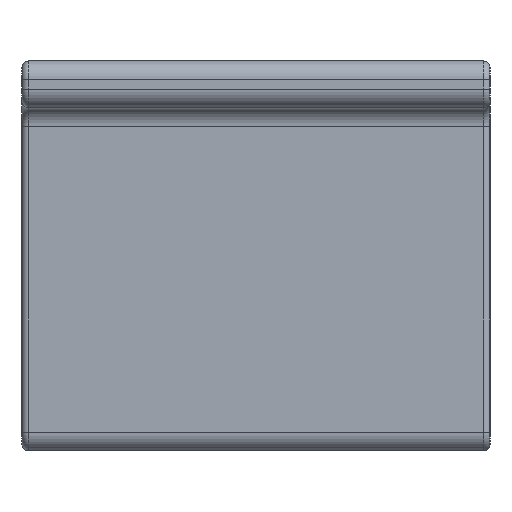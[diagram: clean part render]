
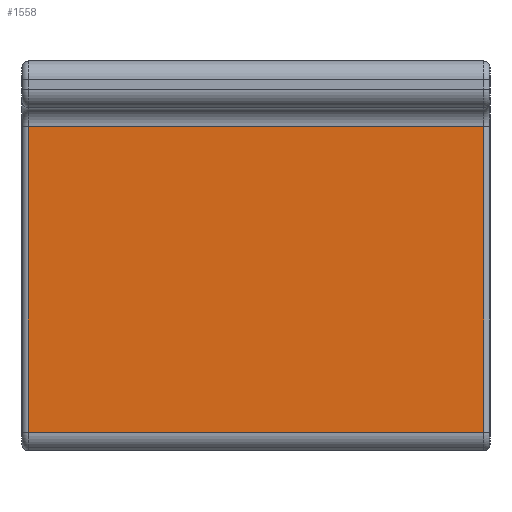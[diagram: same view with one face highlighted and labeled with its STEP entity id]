
A CAD part, left-side view. The second image highlights one B-rep face of the part: STEP entity #1558.
In plain terms, the highlighted planar face has unit normal (-1, 0, 0).
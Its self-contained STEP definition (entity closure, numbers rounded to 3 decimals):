
#27=PLANE('',#1804);
#45=LINE('',#2499,#143);
#89=LINE('',#2727,#187);
#126=LINE('',#2822,#224);
#127=LINE('',#2824,#225);
#143=VECTOR('',#1951,10.);
#187=VECTOR('',#2219,10.);
#224=VECTOR('',#2344,10.);
#225=VECTOR('',#2347,10.);
#368=FACE_OUTER_BOUND('',#472,.T.);
#472=EDGE_LOOP('',(#1325,#1326,#1327,#1328));
#662=VERTEX_POINT('',#2491);
#664=VERTEX_POINT('',#2497);
#734=VERTEX_POINT('',#2719);
#736=VERTEX_POINT('',#2725);
#804=EDGE_CURVE('',#664,#662,#45,.T.);
#920=EDGE_CURVE('',#736,#734,#89,.T.);
#972=EDGE_CURVE('',#734,#664,#126,.T.);
#973=EDGE_CURVE('',#662,#736,#127,.T.);
#1325=ORIENTED_EDGE('',*,*,#920,.F.);
#1326=ORIENTED_EDGE('',*,*,#973,.F.);
#1327=ORIENTED_EDGE('',*,*,#804,.F.);
#1328=ORIENTED_EDGE('',*,*,#972,.F.);
#1558=ADVANCED_FACE('',(#368),#27,.T.);
#1804=AXIS2_PLACEMENT_3D('',#2823,#2345,#2346);
#1951=DIRECTION('',(0.,0.,-1.));
#2219=DIRECTION('',(0.,0.,1.));
#2344=DIRECTION('',(0.,-1.,0.));
#2345=DIRECTION('center_axis',(-1.,0.,0.));
#2346=DIRECTION('ref_axis',(0.,0.,1.));
#2347=DIRECTION('',(0.,1.,0.));
#2491=CARTESIAN_POINT('',(-24.,0.4,-22.3));
#2497=CARTESIAN_POINT('',(-24.,0.4,-2.7));
#2499=CARTESIAN_POINT('',(-24.,0.4,-17.25));
#2719=CARTESIAN_POINT('',(-24.,29.6,-2.7));
#2725=CARTESIAN_POINT('',(-24.,29.6,-22.3));
#2727=CARTESIAN_POINT('',(-24.,29.6,-17.25));
#2822=CARTESIAN_POINT('',(-24.,0.,-2.7));
#2823=CARTESIAN_POINT('Origin',(-24.,0.,-23.5));
#2824=CARTESIAN_POINT('',(-24.,0.,-22.3));
